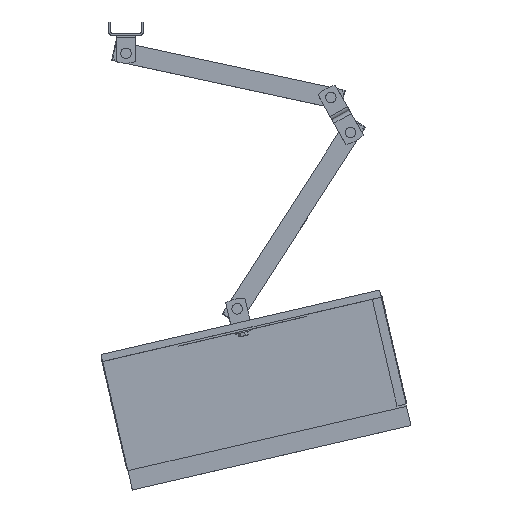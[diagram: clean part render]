
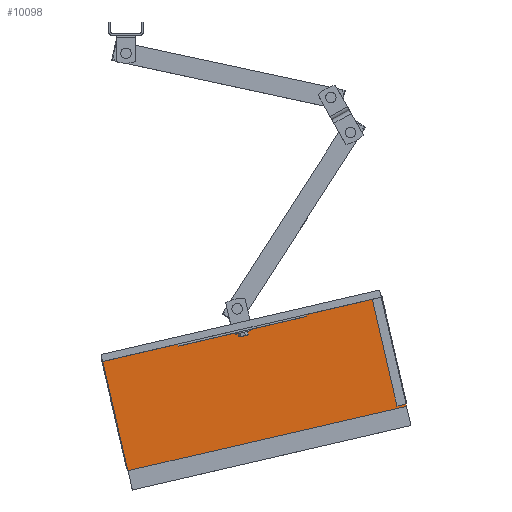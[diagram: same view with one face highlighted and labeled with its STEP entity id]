
A CAD part, top view. The second image highlights one B-rep face of the part: STEP entity #10098.
In plain terms, the highlighted planar face has unit normal (0, 0, 1).
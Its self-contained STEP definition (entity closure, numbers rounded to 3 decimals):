
#725=PLANE('',#11500);
#1324=FACE_OUTER_BOUND('',#2034,.T.);
#2034=EDGE_LOOP('',(#8929,#8930,#8931,#8932,#8933,#8934,#8935,#8936,#8937));
#2744=LINE('',#17500,#3544);
#2766=LINE('',#17556,#3566);
#2785=LINE('',#17598,#3585);
#2787=LINE('',#17603,#3587);
#2788=LINE('',#17604,#3588);
#2789=LINE('',#17606,#3589);
#2790=LINE('',#17607,#3590);
#2791=LINE('',#17608,#3591);
#2792=LINE('',#17609,#3592);
#3544=VECTOR('',#14290,1.);
#3566=VECTOR('',#14342,1.);
#3585=VECTOR('',#14377,1.);
#3587=VECTOR('',#14381,1.);
#3588=VECTOR('',#14382,1.);
#3589=VECTOR('',#14383,1.);
#3590=VECTOR('',#14384,1.);
#3591=VECTOR('',#14385,1.);
#3592=VECTOR('',#14386,1.);
#4980=VERTEX_POINT('',#17498);
#4981=VERTEX_POINT('',#17499);
#4998=VERTEX_POINT('',#17550);
#5000=VERTEX_POINT('',#17554);
#5014=VERTEX_POINT('',#17595);
#5015=VERTEX_POINT('',#17597);
#5016=VERTEX_POINT('',#17601);
#5017=VERTEX_POINT('',#17602);
#5018=VERTEX_POINT('',#17605);
#6298=EDGE_CURVE('',#4980,#4981,#2744,.T.);
#6325=EDGE_CURVE('',#4998,#5000,#2766,.T.);
#6345=EDGE_CURVE('',#5015,#5014,#2785,.T.);
#6347=EDGE_CURVE('',#5016,#5017,#2787,.T.);
#6348=EDGE_CURVE('',#5017,#4980,#2788,.T.);
#6349=EDGE_CURVE('',#4981,#5018,#2789,.T.);
#6350=EDGE_CURVE('',#4998,#5018,#2790,.T.);
#6351=EDGE_CURVE('',#5000,#5015,#2791,.T.);
#6352=EDGE_CURVE('',#5014,#5016,#2792,.T.);
#8929=ORIENTED_EDGE('',*,*,#6347,.T.);
#8930=ORIENTED_EDGE('',*,*,#6348,.T.);
#8931=ORIENTED_EDGE('',*,*,#6298,.T.);
#8932=ORIENTED_EDGE('',*,*,#6349,.T.);
#8933=ORIENTED_EDGE('',*,*,#6350,.F.);
#8934=ORIENTED_EDGE('',*,*,#6325,.T.);
#8935=ORIENTED_EDGE('',*,*,#6351,.T.);
#8936=ORIENTED_EDGE('',*,*,#6345,.T.);
#8937=ORIENTED_EDGE('',*,*,#6352,.T.);
#10098=ADVANCED_FACE('',(#1324),#725,.T.);
#11500=AXIS2_PLACEMENT_3D('',#17600,#14379,#14380);
#14290=DIRECTION('',(0.924,-0.383,0.));
#14342=DIRECTION('',(-0.383,-0.924,0.));
#14377=DIRECTION('',(0.924,-0.383,0.));
#14379=DIRECTION('center_axis',(0.,0.,
1.));
#14380=DIRECTION('ref_axis',(-0.924,0.383,0.));
#14381=DIRECTION('',(-0.924,0.383,0.));
#14382=DIRECTION('',(0.383,0.924,0.));
#14383=DIRECTION('',(0.383,0.924,0.));
#14384=DIRECTION('',(0.924,-0.383,0.));
#14385=DIRECTION('',(-0.383,-0.924,0.));
#14386=DIRECTION('',(0.383,0.924,0.));
#17498=CARTESIAN_POINT('',(248.291,-349.854,-52.5));
#17499=CARTESIAN_POINT('',(261.225,-355.211,-52.5));
#17500=CARTESIAN_POINT('',(60.743,-272.169,-52.5));
#17550=CARTESIAN_POINT('',(-139.624,-188.849,-52.5));
#17554=CARTESIAN_POINT('',(-203.264,-342.491,-52.5));
#17556=CARTESIAN_POINT('',(-139.624,-188.849,-52.5));
#17595=CARTESIAN_POINT('',(196.284,-511.994,-52.5));
#17597=CARTESIAN_POINT('',(-204.68,-345.909,-52.5));
#17598=CARTESIAN_POINT('',(-204.68,-345.909,-52.5));
#17600=CARTESIAN_POINT('Origin',(-204.68,-345.909,-52.5));
#17601=CARTESIAN_POINT('',(197.7,-508.575,-52.5));
#17602=CARTESIAN_POINT('',(184.765,-503.218,-52.5));
#17603=CARTESIAN_POINT('',(-2.228,-425.762,-52.5));
#17604=CARTESIAN_POINT('',(215.82,-428.245,-52.5));
#17605=CARTESIAN_POINT('',(261.34,-354.934,-52.5));
#17606=CARTESIAN_POINT('',(261.34,-354.934,-52.5));
#17607=CARTESIAN_POINT('',(-139.624,-188.849,-52.5));
#17608=CARTESIAN_POINT('',(-139.624,-188.849,-52.5));
#17609=CARTESIAN_POINT('',(261.34,-354.934,-52.5));
